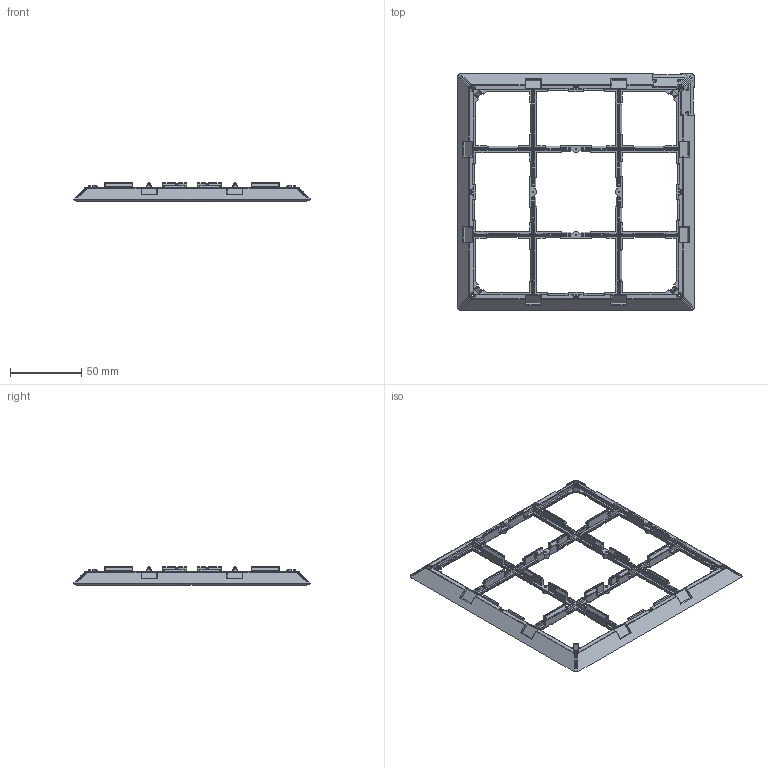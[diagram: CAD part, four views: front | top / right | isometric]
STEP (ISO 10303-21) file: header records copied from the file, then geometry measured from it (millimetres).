
FILE_DESCRIPTION(/* description */ (''),/* implementation_level */ '2;1');
FILE_NAME(/* name */ 'LEDCube_Frame_InjectionMolding.step',/* time_stamp */ '2020-07-27T13:58:43+02:00',/* author */ (''),/* organization */ (''),/* preprocessor_version */ 'ST-DEVELOPER v18.1',/* originating_system */ 'Autodesk Translation Framework v9.3.0.1241',/* authorisation */ '');
FILE_SCHEMA (('AUTOMOTIVE_DESIGN { 1 0 10303 214 3 1 1 }'));
Products named in the file (1): Rahmen
Bounding box: 165.88 x 165.88 x 12.66 mm (x, y, z)
Volume: 33387.2 mm3; surface area: 41536.4 mm2
Topology: 1 solids, 1 shells, 2422 faces, 5812 edges, 3372 vertices
Faces by surface type: cylinder 1074, plane 854, sphere 390, cone 36, torus 36, bspline 32
Full cylindrical faces by diameter (mm): 1.2 x12
Entity records: 70433 total; most frequent: CARTESIAN_POINT 13582, DIRECTION 12524, ORIENTED_EDGE 11616, EDGE_CURVE 5808, AXIS2_PLACEMENT_3D 4517, LINE 3490, VECTOR 3490, VERTEX_POINT 3372
